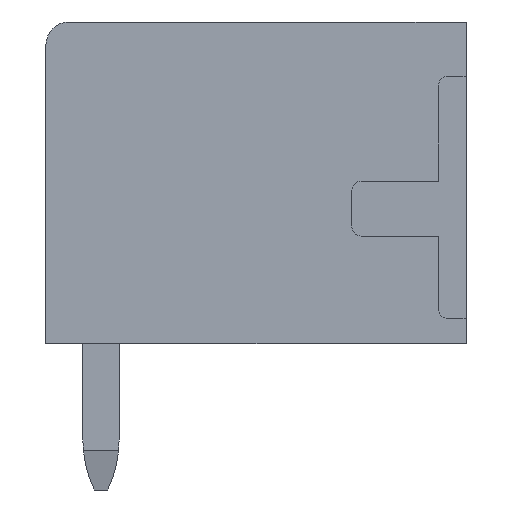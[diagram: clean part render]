
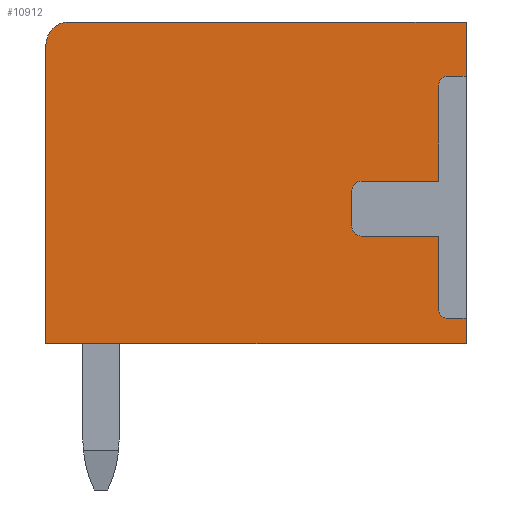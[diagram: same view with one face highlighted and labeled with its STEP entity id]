
A CAD part, left-side view. The second image highlights one B-rep face of the part: STEP entity #10912.
In plain terms, the highlighted planar face has unit normal (-1, 0, 0).
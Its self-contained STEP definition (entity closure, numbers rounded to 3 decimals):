
#10723=AXIS2_PLACEMENT_3D('Circle Axis2P3D',#10721,#10722,$) ;
#10811=AXIS2_PLACEMENT_3D('Plane Axis2P3D',#10808,#10809,#10810) ;
#10827=AXIS2_PLACEMENT_3D('Circle Axis2P3D',#10825,#10826,$) ;
#10848=AXIS2_PLACEMENT_3D('Circle Axis2P3D',#10846,#10847,$) ;
#10862=AXIS2_PLACEMENT_3D('Circle Axis2P3D',#10860,#10861,$) ;
#10883=AXIS2_PLACEMENT_3D('Circle Axis2P3D',#10881,#10882,$) ;
#388=CARTESIAN_POINT('Vertex',(0.3,0.,3.2)) ;
#391=CARTESIAN_POINT('Line Origine',(0.3,4.6,3.2)) ;
#395=CARTESIAN_POINT('Vertex',(0.3,9.2,3.2)) ;
#3359=CARTESIAN_POINT('Line Origine',(0.3,9.2,6.475)) ;
#3363=CARTESIAN_POINT('Vertex',(0.3,9.2,9.75)) ;
#4560=CARTESIAN_POINT('Vertex',(0.3,0.,3.76)) ;
#4565=CARTESIAN_POINT('Line Origine',(0.3,0.,3.48)) ;
#4609=CARTESIAN_POINT('Vertex',(0.3,0.,10.25)) ;
#4612=CARTESIAN_POINT('Line Origine',(0.3,0.,9.655)) ;
#4616=CARTESIAN_POINT('Vertex',(0.3,0.,9.06)) ;
#10721=CARTESIAN_POINT('Axis2P3D Location',(0.3,8.7,9.75)) ;
#10725=CARTESIAN_POINT('Vertex',(0.3,8.7,10.25)) ;
#10808=CARTESIAN_POINT('Axis2P3D Location',(0.3,0.,0.)) ;
#10813=CARTESIAN_POINT('Line Origine',(0.3,4.35,10.25)) ;
#10818=CARTESIAN_POINT('Line Origine',(0.3,0.2,3.76)) ;
#10822=CARTESIAN_POINT('Vertex',(0.3,0.4,3.76)) ;
#10825=CARTESIAN_POINT('Axis2P3D Location',(0.3,0.4,3.96)) ;
#10829=CARTESIAN_POINT('Vertex',(0.3,0.6,3.96)) ;
#10832=CARTESIAN_POINT('Line Origine',(0.3,0.6,4.76)) ;
#10836=CARTESIAN_POINT('Vertex',(0.3,0.6,5.56)) ;
#10839=CARTESIAN_POINT('Line Origine',(0.3,1.45,5.56)) ;
#10843=CARTESIAN_POINT('Vertex',(0.3,2.3,5.56)) ;
#10846=CARTESIAN_POINT('Axis2P3D Location',(0.3,2.3,5.76)) ;
#10850=CARTESIAN_POINT('Vertex',(0.3,2.5,5.76)) ;
#10853=CARTESIAN_POINT('Line Origine',(0.3,2.5,6.16)) ;
#10857=CARTESIAN_POINT('Vertex',(0.3,2.5,6.56)) ;
#10860=CARTESIAN_POINT('Axis2P3D Location',(0.3,2.3,6.56)) ;
#10864=CARTESIAN_POINT('Vertex',(0.3,2.3,6.76)) ;
#10867=CARTESIAN_POINT('Line Origine',(0.3,1.45,6.76)) ;
#10871=CARTESIAN_POINT('Vertex',(0.3,0.6,6.76)) ;
#10874=CARTESIAN_POINT('Line Origine',(0.3,0.6,7.81)) ;
#10878=CARTESIAN_POINT('Vertex',(0.3,0.6,8.86)) ;
#10881=CARTESIAN_POINT('Axis2P3D Location',(0.3,0.4,8.86)) ;
#10885=CARTESIAN_POINT('Vertex',(0.3,0.4,9.06)) ;
#10888=CARTESIAN_POINT('Line Origine',(0.3,0.2,9.06)) ;
#392=DIRECTION('Vector Direction',(0.,1.,0.)) ;
#3360=DIRECTION('Vector Direction',(0.,0.,1.)) ;
#4566=DIRECTION('Vector Direction',(0.,0.,-1.)) ;
#4613=DIRECTION('Vector Direction',(0.,0.,-1.)) ;
#10722=DIRECTION('Axis2P3D Direction',(-1.,0.,0.)) ;
#10809=DIRECTION('Axis2P3D Direction',(-1.,0.,0.)) ;
#10810=DIRECTION('Axis2P3D XDirection',(0.,-1.,0.)) ;
#10814=DIRECTION('Vector Direction',(0.,-1.,0.)) ;
#10819=DIRECTION('Vector Direction',(0.,1.,0.)) ;
#10826=DIRECTION('Axis2P3D Direction',(-1.,0.,0.)) ;
#10833=DIRECTION('Vector Direction',(0.,0.,1.)) ;
#10840=DIRECTION('Vector Direction',(0.,1.,0.)) ;
#10847=DIRECTION('Axis2P3D Direction',(-1.,0.,0.)) ;
#10854=DIRECTION('Vector Direction',(0.,0.,1.)) ;
#10861=DIRECTION('Axis2P3D Direction',(-1.,0.,0.)) ;
#10868=DIRECTION('Vector Direction',(0.,-1.,0.)) ;
#10875=DIRECTION('Vector Direction',(0.,0.,1.)) ;
#10882=DIRECTION('Axis2P3D Direction',(-1.,0.,0.)) ;
#10889=DIRECTION('Vector Direction',(0.,-1.,0.)) ;
#393=VECTOR('Line Direction',#392,1.) ;
#3361=VECTOR('Line Direction',#3360,1.) ;
#4567=VECTOR('Line Direction',#4566,1.) ;
#4614=VECTOR('Line Direction',#4613,1.) ;
#10815=VECTOR('Line Direction',#10814,1.) ;
#10820=VECTOR('Line Direction',#10819,1.) ;
#10834=VECTOR('Line Direction',#10833,1.) ;
#10841=VECTOR('Line Direction',#10840,1.) ;
#10855=VECTOR('Line Direction',#10854,1.) ;
#10869=VECTOR('Line Direction',#10868,1.) ;
#10876=VECTOR('Line Direction',#10875,1.) ;
#10890=VECTOR('Line Direction',#10889,1.) ;
#10894=ORIENTED_EDGE('',*,*,#4618,.T.) ;
#10895=ORIENTED_EDGE('',*,*,#10817,.T.) ;
#10896=ORIENTED_EDGE('',*,*,#10727,.T.) ;
#10897=ORIENTED_EDGE('',*,*,#3365,.T.) ;
#10898=ORIENTED_EDGE('',*,*,#397,.T.) ;
#10899=ORIENTED_EDGE('',*,*,#4569,.T.) ;
#10900=ORIENTED_EDGE('',*,*,#10824,.F.) ;
#10901=ORIENTED_EDGE('',*,*,#10831,.F.) ;
#10902=ORIENTED_EDGE('',*,*,#10838,.F.) ;
#10903=ORIENTED_EDGE('',*,*,#10845,.F.) ;
#10904=ORIENTED_EDGE('',*,*,#10852,.F.) ;
#10905=ORIENTED_EDGE('',*,*,#10859,.F.) ;
#10906=ORIENTED_EDGE('',*,*,#10866,.F.) ;
#10907=ORIENTED_EDGE('',*,*,#10873,.F.) ;
#10908=ORIENTED_EDGE('',*,*,#10880,.F.) ;
#10909=ORIENTED_EDGE('',*,*,#10887,.F.) ;
#10910=ORIENTED_EDGE('',*,*,#10892,.F.) ;
#10912=ADVANCED_FACE('HOUSING',(#10911),#10812,.T.) ;
#10724=CIRCLE('generated circle',#10723,0.5) ;
#10828=CIRCLE('generated circle',#10827,0.2) ;
#10849=CIRCLE('generated circle',#10848,0.2) ;
#10863=CIRCLE('generated circle',#10862,0.2) ;
#10884=CIRCLE('generated circle',#10883,0.2) ;
#397=EDGE_CURVE('',#396,#389,#394,.F.) ;
#3365=EDGE_CURVE('',#3364,#396,#3362,.F.) ;
#4569=EDGE_CURVE('',#389,#4561,#4568,.F.) ;
#4618=EDGE_CURVE('',#4617,#4610,#4615,.F.) ;
#10727=EDGE_CURVE('',#10726,#3364,#10724,.T.) ;
#10817=EDGE_CURVE('',#4610,#10726,#10816,.F.) ;
#10824=EDGE_CURVE('',#10823,#4561,#10821,.F.) ;
#10831=EDGE_CURVE('',#10830,#10823,#10828,.T.) ;
#10838=EDGE_CURVE('',#10837,#10830,#10835,.F.) ;
#10845=EDGE_CURVE('',#10844,#10837,#10842,.F.) ;
#10852=EDGE_CURVE('',#10851,#10844,#10849,.T.) ;
#10859=EDGE_CURVE('',#10858,#10851,#10856,.F.) ;
#10866=EDGE_CURVE('',#10865,#10858,#10863,.T.) ;
#10873=EDGE_CURVE('',#10872,#10865,#10870,.F.) ;
#10880=EDGE_CURVE('',#10879,#10872,#10877,.F.) ;
#10887=EDGE_CURVE('',#10886,#10879,#10884,.T.) ;
#10892=EDGE_CURVE('',#4617,#10886,#10891,.F.) ;
#10893=EDGE_LOOP('',(#10894,#10895,#10896,#10897,#10898,#10899,#10900,#10901,#10902,#10903,#10904,#10905,#10906,#10907,#10908,#10909,#10910)) ;
#10911=FACE_OUTER_BOUND('',#10893,.T.) ;
#394=LINE('Line',#391,#393) ;
#3362=LINE('Line',#3359,#3361) ;
#4568=LINE('Line',#4565,#4567) ;
#4615=LINE('Line',#4612,#4614) ;
#10816=LINE('Line',#10813,#10815) ;
#10821=LINE('Line',#10818,#10820) ;
#10835=LINE('Line',#10832,#10834) ;
#10842=LINE('Line',#10839,#10841) ;
#10856=LINE('Line',#10853,#10855) ;
#10870=LINE('Line',#10867,#10869) ;
#10877=LINE('Line',#10874,#10876) ;
#10891=LINE('Line',#10888,#10890) ;
#10812=PLANE('',#10811) ;
#389=VERTEX_POINT('',#388) ;
#396=VERTEX_POINT('',#395) ;
#3364=VERTEX_POINT('',#3363) ;
#4561=VERTEX_POINT('',#4560) ;
#4610=VERTEX_POINT('',#4609) ;
#4617=VERTEX_POINT('',#4616) ;
#10726=VERTEX_POINT('',#10725) ;
#10823=VERTEX_POINT('',#10822) ;
#10830=VERTEX_POINT('',#10829) ;
#10837=VERTEX_POINT('',#10836) ;
#10844=VERTEX_POINT('',#10843) ;
#10851=VERTEX_POINT('',#10850) ;
#10858=VERTEX_POINT('',#10857) ;
#10865=VERTEX_POINT('',#10864) ;
#10872=VERTEX_POINT('',#10871) ;
#10879=VERTEX_POINT('',#10878) ;
#10886=VERTEX_POINT('',#10885) ;
